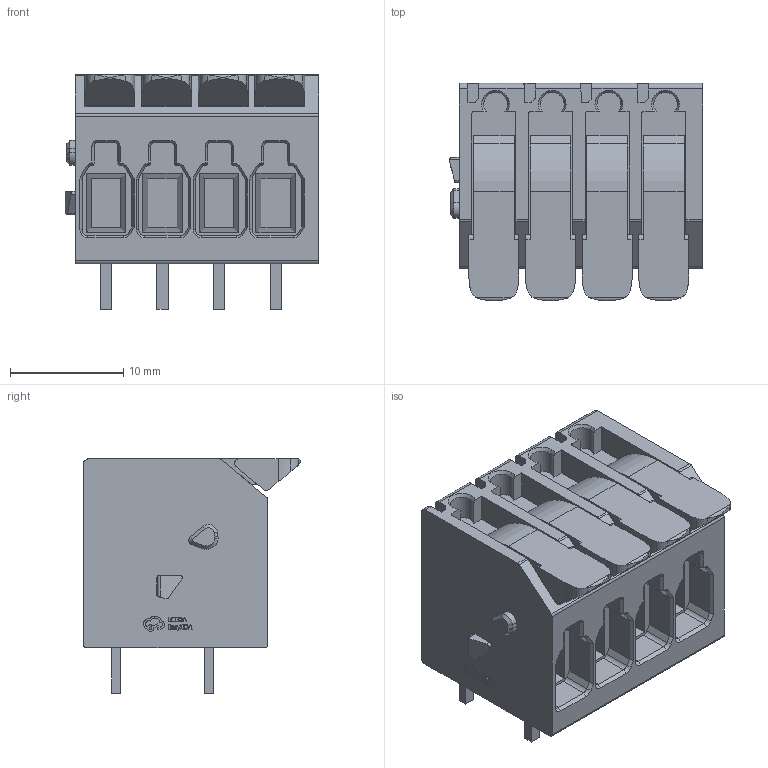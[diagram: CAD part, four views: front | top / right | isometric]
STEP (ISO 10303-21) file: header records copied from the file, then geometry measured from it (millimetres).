
FILE_DESCRIPTION (( 'STEP AP214' ), '1' );
FILE_NAME ('CONN-TH_2604-1104.STEP', '2024-05-23T13:42:09', ( '' ), ( '' ), 'SwSTEP 2.0', 'SolidWorks 2020', '' );
FILE_SCHEMA (( 'AUTOMOTIVE_DESIGN' ));
Length unit declared in the file: millimetre
Products named in the file (1): CONN-TH_2604-1104
Bounding box: 22.4 x 19.2 x 20.7 mm (x, y, z)
Volume: 4728.4 mm3; surface area: 3812.9 mm2
Topology: 1 solids, 1 shells, 733 faces, 1984 edges, 1290 vertices
Faces by surface type: plane 397, cylinder 166, bspline 98, cone 72
Entity records: 31937 total; most frequent: CARTESIAN_POINT 5967, ORIENTED_EDGE 3968, DIRECTION 3341, EDGE_CURVE 1984, LINE 1317, VECTOR 1317, VERTEX_POINT 1290, AXIS2_PLACEMENT_3D 1012
